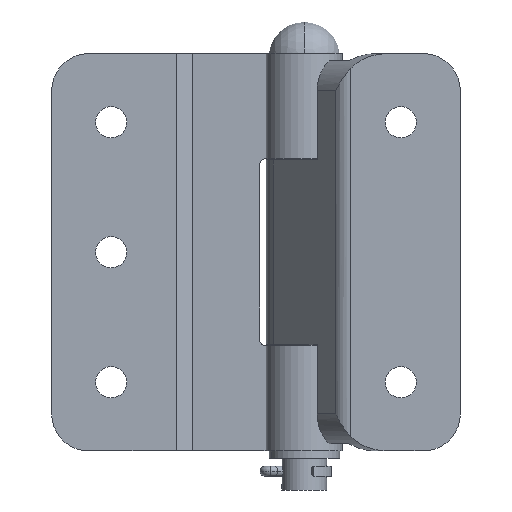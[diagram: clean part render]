
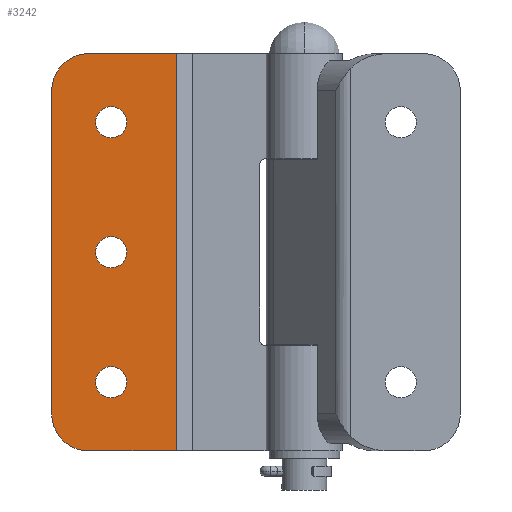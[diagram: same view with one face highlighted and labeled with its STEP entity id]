
A CAD part, left-side view. The second image highlights one B-rep face of the part: STEP entity #3242.
In plain terms, the highlighted face is planar.
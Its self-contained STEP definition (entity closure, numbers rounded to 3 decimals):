
#54 = VECTOR ( 'NONE', #3184, 1000. ) ;
#92 = VECTOR ( 'NONE', #2544, 1000. ) ;
#181 = EDGE_CURVE ( 'NONE', #4735, #4734, #1990, .T. ) ;
#191 = EDGE_CURVE ( 'NONE', #4725, #4726, #1998, .T. ) ;
#265 = EDGE_LOOP ( 'NONE', ( #479, #481 ) ) ;
#266 = EDGE_LOOP ( 'NONE', ( #478, #483 ) ) ;
#267 = EDGE_LOOP ( 'NONE', ( #480, #484 ) ) ;
#268 = EDGE_LOOP ( 'NONE', ( #482, #486, #485, #4645, #487, #4646 ) ) ;
#478 = ORIENTED_EDGE ( 'NONE', *, *, #1920, .T. ) ;
#479 = ORIENTED_EDGE ( 'NONE', *, *, #1919, .T. ) ;
#480 = ORIENTED_EDGE ( 'NONE', *, *, #1921, .T. ) ;
#481 = ORIENTED_EDGE ( 'NONE', *, *, #3132, .T. ) ;
#482 = ORIENTED_EDGE ( 'NONE', *, *, #1923, .F. ) ;
#483 = ORIENTED_EDGE ( 'NONE', *, *, #3136, .T. ) ;
#484 = ORIENTED_EDGE ( 'NONE', *, *, #4318, .T. ) ;
#485 = ORIENTED_EDGE ( 'NONE', *, *, #181, .F. ) ;
#486 = ORIENTED_EDGE ( 'NONE', *, *, #1922, .T. ) ;
#487 = ORIENTED_EDGE ( 'NONE', *, *, #191, .T. ) ;
#635 = CIRCLE ( 'NONE', #878, 4.2 ) ;
#655 = AXIS2_PLACEMENT_3D ( 'NONE', #2506, #2507, #2508 ) ;
#679 = AXIS2_PLACEMENT_3D ( 'NONE', #2595, #2594, #2593 ) ;
#680 = CIRCLE ( 'NONE', #807, 4.2 ) ;
#691 = CIRCLE ( 'NONE', #679, 10. ) ;
#734 = VECTOR ( 'NONE', #4639, 1000. ) ;
#737 = CIRCLE ( 'NONE', #836, 4.2 ) ;
#764 = CIRCLE ( 'NONE', #655, 4.2 ) ;
#807 = AXIS2_PLACEMENT_3D ( 'NONE', #2496, #2497, #2498 ) ;
#828 = AXIS2_PLACEMENT_3D ( 'NONE', #4630, #4629, #4628 ) ;
#836 = AXIS2_PLACEMENT_3D ( 'NONE', #4633, #4632, #4631 ) ;
#848 = CIRCLE ( 'NONE', #828, 4.2 ) ;
#856 = AXIS2_PLACEMENT_3D ( 'NONE', #4627, #4626, #4625 ) ;
#860 = VECTOR ( 'NONE', #2596, 1000. ) ;
#878 = AXIS2_PLACEMENT_3D ( 'NONE', #4636, #4635, #4634 ) ;
#890 = CIRCLE ( 'NONE', #856, 10. ) ;
#1339 = CARTESIAN_POINT ( 'NONE',  ( 68., 4., -43.5 ) ) ;
#1340 = CARTESIAN_POINT ( 'NONE',  ( 68., 4., 43.5 ) ) ;
#1343 = CARTESIAN_POINT ( 'NONE',  ( 34.5, 4., -53.5 ) ) ;
#1344 = CARTESIAN_POINT ( 'NONE',  ( 58., 4., -53.5 ) ) ;
#1352 = CARTESIAN_POINT ( 'NONE',  ( 58., 4., 53.5 ) ) ;
#1353 = CARTESIAN_POINT ( 'NONE',  ( 34.5, 4., 53.5 ) ) ;
#1378 = CARTESIAN_POINT ( 'NONE',  ( 52., 4., -30.8 ) ) ;
#1379 = CARTESIAN_POINT ( 'NONE',  ( 52., 4., -39.2 ) ) ;
#1382 = CARTESIAN_POINT ( 'NONE',  ( 52., 4., 4.2 ) ) ;
#1383 = CARTESIAN_POINT ( 'NONE',  ( 52., 4., -4.2 ) ) ;
#1386 = CARTESIAN_POINT ( 'NONE',  ( 52., 4., 39.2 ) ) ;
#1387 = CARTESIAN_POINT ( 'NONE',  ( 52., 4., 30.8 ) ) ;
#1638 = CARTESIAN_POINT ( 'NONE',  ( 52., 4., -35. ) ) ;
#1639 = DIRECTION ( 'NONE',  ( 0., 1., 0. ) ) ;
#1640 = DIRECTION ( 'NONE',  ( 0., 0., 1. ) ) ;
#1917 = EDGE_CURVE ( 'NONE', #4735, #4725, #2072, .T. ) ;
#1919 = EDGE_CURVE ( 'NONE', #4768, #4769, #635, .T. ) ;
#1920 = EDGE_CURVE ( 'NONE', #4764, #4765, #737, .T. ) ;
#1921 = EDGE_CURVE ( 'NONE', #4760, #4761, #848, .T. ) ;
#1922 = EDGE_CURVE ( 'NONE', #4722, #4734, #890, .T. ) ;
#1923 = EDGE_CURVE ( 'NONE', #4722, #4721, #2074, .T. ) ;
#1924 = EDGE_CURVE ( 'NONE', #4726, #4721, #691, .T. ) ;
#1990 = LINE ( 'NONE', #2545, #92 ) ;
#1998 = LINE ( 'NONE', #3185, #54 ) ;
#2072 = LINE ( 'NONE', #4640, #734 ) ;
#2074 = LINE ( 'NONE', #4624, #860 ) ;
#2253 = FACE_BOUND ( 'NONE', #265, .T. ) ;
#2254 = FACE_BOUND ( 'NONE', #266, .T. ) ;
#2255 = FACE_BOUND ( 'NONE', #267, .T. ) ;
#2256 = FACE_OUTER_BOUND ( 'NONE', #268, .T. ) ;
#2496 = CARTESIAN_POINT ( 'NONE',  ( 52., 4., 35. ) ) ;
#2497 = DIRECTION ( 'NONE',  ( 0., 1., 0. ) ) ;
#2498 = DIRECTION ( 'NONE',  ( 0., 0., 1. ) ) ;
#2506 = CARTESIAN_POINT ( 'NONE',  ( 52., 4., 0. ) ) ;
#2507 = DIRECTION ( 'NONE',  ( 0., 1., 0. ) ) ;
#2508 = DIRECTION ( 'NONE',  ( 0., 0., 1. ) ) ;
#2544 = DIRECTION ( 'NONE',  ( 1., 0., 0. ) ) ;
#2545 = CARTESIAN_POINT ( 'NONE',  ( 34.5, 4., 53.5 ) ) ;
#2593 = DIRECTION ( 'NONE',  ( 0., 0., 1. ) ) ;
#2594 = DIRECTION ( 'NONE',  ( 0., -1., 0. ) ) ;
#2595 = CARTESIAN_POINT ( 'NONE',  ( 58., 4., -43.5 ) ) ;
#2596 = DIRECTION ( 'NONE',  ( 0., 0., -1. ) ) ;
#3132 = EDGE_CURVE ( 'NONE', #4769, #4768, #680, .T. ) ;
#3136 = EDGE_CURVE ( 'NONE', #4765, #4764, #764, .T. ) ;
#3184 = DIRECTION ( 'NONE',  ( 1., 0., 0. ) ) ;
#3185 = CARTESIAN_POINT ( 'NONE',  ( 34.5, 4., -53.5 ) ) ;
#3242 = ADVANCED_FACE ( 'NONE', ( #2253, #2254, #2255, #2256 ), #3558, .F. ) ;
#3558 = PLANE ( 'NONE',  #4545 ) ;
#3559 = CARTESIAN_POINT ( 'NONE',  ( 34.5, 4., 53.5 ) ) ;
#3560 = DIRECTION ( 'NONE',  ( 0., 1., 0. ) ) ;
#3561 = DIRECTION ( 'NONE',  ( 0., 0., 1. ) ) ;
#4318 = EDGE_CURVE ( 'NONE', #4761, #4760, #4507, .T. ) ;
#4504 = AXIS2_PLACEMENT_3D ( 'NONE', #1638, #1639, #1640 ) ;
#4507 = CIRCLE ( 'NONE', #4504, 4.2 ) ;
#4545 = AXIS2_PLACEMENT_3D ( 'NONE', #3559, #3560, #3561 ) ;
#4624 = CARTESIAN_POINT ( 'NONE',  ( 68., 4., 53.5 ) ) ;
#4625 = DIRECTION ( 'NONE',  ( 0., 0., 1. ) ) ;
#4626 = DIRECTION ( 'NONE',  ( 0., -1., 0. ) ) ;
#4627 = CARTESIAN_POINT ( 'NONE',  ( 58., 4., 43.5 ) ) ;
#4628 = DIRECTION ( 'NONE',  ( 0., 0., 1. ) ) ;
#4629 = DIRECTION ( 'NONE',  ( 0., 1., 0. ) ) ;
#4630 = CARTESIAN_POINT ( 'NONE',  ( 52., 4., -35. ) ) ;
#4631 = DIRECTION ( 'NONE',  ( 0., 0., 1. ) ) ;
#4632 = DIRECTION ( 'NONE',  ( 0., 1., 0. ) ) ;
#4633 = CARTESIAN_POINT ( 'NONE',  ( 52., 4., 0. ) ) ;
#4634 = DIRECTION ( 'NONE',  ( 0., 0., 1. ) ) ;
#4635 = DIRECTION ( 'NONE',  ( 0., 1., 0. ) ) ;
#4636 = CARTESIAN_POINT ( 'NONE',  ( 52., 4., 35. ) ) ;
#4639 = DIRECTION ( 'NONE',  ( 0., 0., -1. ) ) ;
#4640 = CARTESIAN_POINT ( 'NONE',  ( 34.5, 4., 53.5 ) ) ;
#4645 = ORIENTED_EDGE ( 'NONE', *, *, #1917, .T. ) ;
#4646 = ORIENTED_EDGE ( 'NONE', *, *, #1924, .T. ) ;
#4721 = VERTEX_POINT ( 'NONE', #1339 ) ;
#4722 = VERTEX_POINT ( 'NONE', #1340 ) ;
#4725 = VERTEX_POINT ( 'NONE', #1343 ) ;
#4726 = VERTEX_POINT ( 'NONE', #1344 ) ;
#4734 = VERTEX_POINT ( 'NONE', #1352 ) ;
#4735 = VERTEX_POINT ( 'NONE', #1353 ) ;
#4760 = VERTEX_POINT ( 'NONE', #1378 ) ;
#4761 = VERTEX_POINT ( 'NONE', #1379 ) ;
#4764 = VERTEX_POINT ( 'NONE', #1382 ) ;
#4765 = VERTEX_POINT ( 'NONE', #1383 ) ;
#4768 = VERTEX_POINT ( 'NONE', #1386 ) ;
#4769 = VERTEX_POINT ( 'NONE', #1387 ) ;
